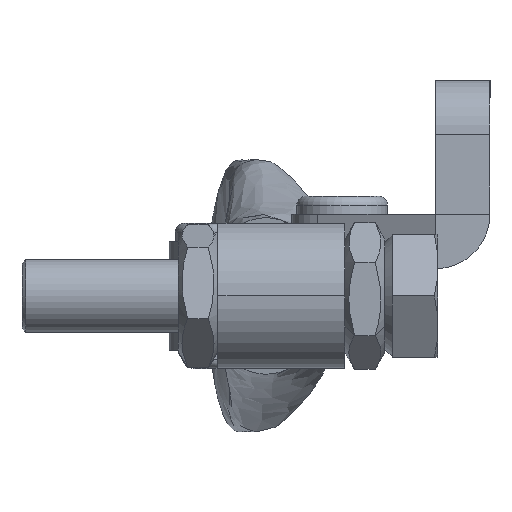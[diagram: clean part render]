
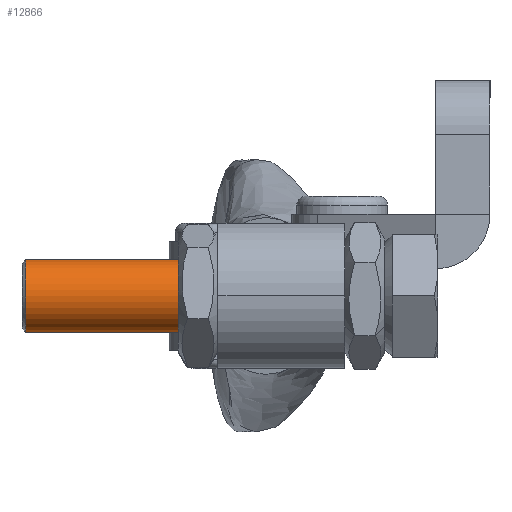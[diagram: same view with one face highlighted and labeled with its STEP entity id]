
A CAD part, left-side view. The second image highlights one B-rep face of the part: STEP entity #12866.
In plain terms, the highlighted cylindrical face has radius 2 mm (diameter 4 mm), a partial arc.
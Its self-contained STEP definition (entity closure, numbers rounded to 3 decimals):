
#4173 = DIRECTION ( 'NONE',  ( 0., 0., 1. ) ) ;
#4177 = DIRECTION ( 'NONE',  ( -1., 0., 0. ) ) ;
#4181 = CARTESIAN_POINT ( 'NONE',  ( 22.925, 0., 0. ) ) ;
#8396 = EDGE_CURVE ( 'NONE', #11123, #11122, #11875, .T. ) ;
#8723 = EDGE_CURVE ( 'NONE', #11121, #11119, #9434, .T. ) ;
#8738 = EDGE_CURVE ( 'NONE', #11122, #11121, #9461, .T. ) ;
#8744 = EDGE_CURVE ( 'NONE', #11123, #11119, #9468, .T. ) ;
#9434 = CIRCLE ( 'NONE', #24353, 2. ) ;
#9461 = LINE ( 'NONE', #24520, #9463 ) ;
#9463 = VECTOR ( 'NONE', #24518, 1000. ) ;
#9468 = LINE ( 'NONE', #24539, #9471 ) ;
#9471 = VECTOR ( 'NONE', #24540, 1000. ) ;
#10122 = FACE_OUTER_BOUND ( 'NONE', #10832, .T. ) ;
#10126 = CYLINDRICAL_SURFACE ( 'NONE', #23596, 2. ) ;
#10832 = EDGE_LOOP ( 'NONE', ( #11693, #11692, #11691, #11690 ) ) ;
#11119 = VERTEX_POINT ( 'NONE', #22463 ) ;
#11121 = VERTEX_POINT ( 'NONE', #22465 ) ;
#11122 = VERTEX_POINT ( 'NONE', #22466 ) ;
#11123 = VERTEX_POINT ( 'NONE', #22467 ) ;
#11690 = ORIENTED_EDGE ( 'NONE', *, *, #8744, .F. ) ;
#11691 = ORIENTED_EDGE ( 'NONE', *, *, #8723, .T. ) ;
#11692 = ORIENTED_EDGE ( 'NONE', *, *, #8738, .T. ) ;
#11693 = ORIENTED_EDGE ( 'NONE', *, *, #8396, .T. ) ;
#11875 = CIRCLE ( 'NONE', #24296, 2. ) ;
#12866 = ADVANCED_FACE ( 'NONE', ( #10122 ), #10126, .T. ) ;
#21781 = CARTESIAN_POINT ( 'NONE',  ( 22.725, 0., 0. ) ) ;
#21782 = DIRECTION ( 'NONE',  ( -1., 0., 0. ) ) ;
#21783 = DIRECTION ( 'NONE',  ( 0., 0., -1. ) ) ;
#22463 = CARTESIAN_POINT ( 'NONE',  ( 2.925, 0., 2. ) ) ;
#22465 = CARTESIAN_POINT ( 'NONE',  ( 2.925, 0., -2. ) ) ;
#22466 = CARTESIAN_POINT ( 'NONE',  ( 22.725, 0., -2. ) ) ;
#22467 = CARTESIAN_POINT ( 'NONE',  ( 22.725, 0., 2. ) ) ;
#23596 = AXIS2_PLACEMENT_3D ( 'NONE', #4181, #4177, #4173 ) ;
#24296 = AXIS2_PLACEMENT_3D ( 'NONE', #21781, #21782, #21783 ) ;
#24353 = AXIS2_PLACEMENT_3D ( 'NONE', #24488, #24489, #24490 ) ;
#24488 = CARTESIAN_POINT ( 'NONE',  ( 2.925, 0., 0. ) ) ;
#24489 = DIRECTION ( 'NONE',  ( 1., 0., 0. ) ) ;
#24490 = DIRECTION ( 'NONE',  ( 0., 0., -1. ) ) ;
#24518 = DIRECTION ( 'NONE',  ( -1., 0., 0. ) ) ;
#24520 = CARTESIAN_POINT ( 'NONE',  ( 22.925, 0., -2. ) ) ;
#24539 = CARTESIAN_POINT ( 'NONE',  ( 22.925, 0., 2. ) ) ;
#24540 = DIRECTION ( 'NONE',  ( -1., 0., 0. ) ) ;
